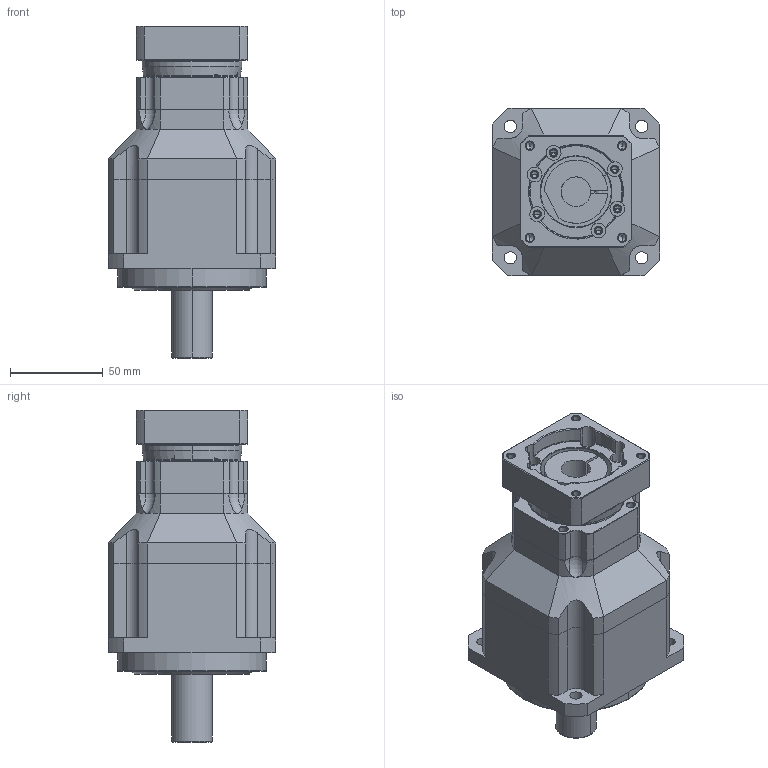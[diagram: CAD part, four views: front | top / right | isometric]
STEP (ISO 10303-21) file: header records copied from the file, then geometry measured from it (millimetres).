
FILE_DESCRIPTION((''),'2;1');
FILE_NAME('AB0902-P4120403_ASM','2008-02-21T',('d00280'),(''),'PRO/ENGINEER BY PARAMETRIC TECHNOLOGY CORPORATION, 2006170','PRO/ENGINEER BY PARAMETRIC TECHNOLOGY CORPORATION, 2006170','');
FILE_SCHEMA(('CONFIG_CONTROL_DESIGN'));
Length unit declared in the file: millimetre
Products named in the file (5): AB0902; AB0902-1; PK920001; P4120403; AB0902-P4120403_ASM
Assembly tree (4 placements, depth 2):
  AB0902-P4120403_ASM
    AB0902
    AB0902-1
    PK920001
    P4120403
Bounding box: 90 x 90 x 178.5 mm (x, y, z)
Volume: 686047.2 mm3; surface area: 96784.7 mm2
Topology: 4 solids, 16 shells, 498 faces, 1207 edges, 733 vertices
Faces by surface type: cylinder 207, cone 114, plane 107, torus 66, bspline 4
Entity records: 15179 total; most frequent: CARTESIAN_POINT 3184, DIRECTION 2701, ORIENTED_EDGE 2320, EDGE_CURVE 1185, AXIS2_PLACEMENT_3D 1110, VERTEX_POINT 733, CIRCLE 601, EDGE_LOOP 572
